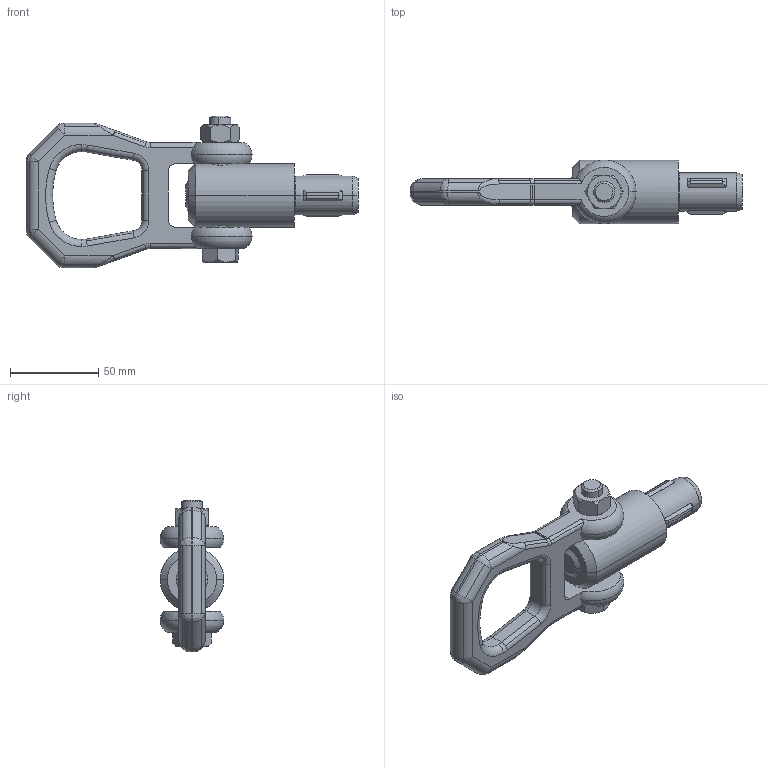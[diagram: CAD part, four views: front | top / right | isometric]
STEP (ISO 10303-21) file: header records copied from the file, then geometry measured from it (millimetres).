
FILE_DESCRIPTION(('STEP AP214'),'1');
FILE_NAME('HALDERN_EH_2B352_1024.stp','2020-11-13T10:46:30',('TraceParts'),('TraceParts S.A.'),'Spatial InterOp 3D',' ',' ');
FILE_SCHEMA(('AUTOMOTIVE_DESIGN { 1 0 10303 214 1 1 1 1 }'));
Length unit declared in the file: millimetre
Products named in the file (1): HALDERN_EH_2B352_1024_1
Bounding box: 188 x 36 x 86 mm (x, y, z)
Volume: 155486.6 mm3; surface area: 37002.7 mm2
Topology: 4 solids, 4 shells, 282 faces, 723 edges, 446 vertices
Faces by surface type: cylinder 117, plane 80, cone 46, torus 27, bspline 12
Entity records: 11498 total; most frequent: CARTESIAN_POINT 2389, DIRECTION 1490, ORIENTED_EDGE 1430, EDGE_CURVE 715, AXIS2_PLACEMENT_3D 607, VERTEX_POINT 446, EDGE_LOOP 297, STYLED_ITEM 286
